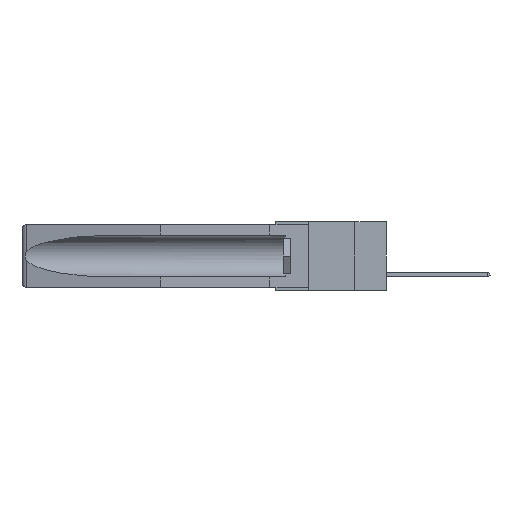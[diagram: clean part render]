
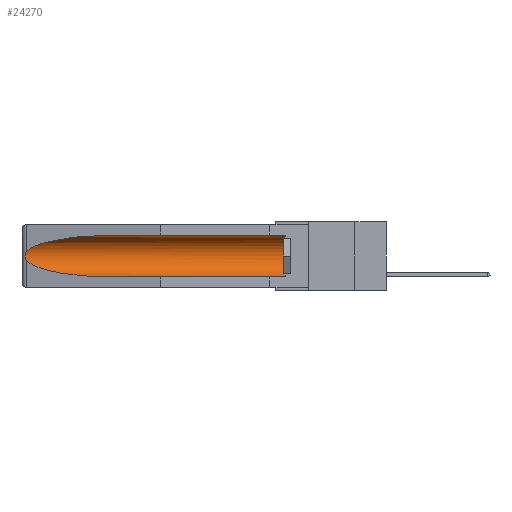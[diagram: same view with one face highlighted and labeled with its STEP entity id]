
A CAD part, left-side view. The second image highlights one B-rep face of the part: STEP entity #24270.
In plain terms, the highlighted cylindrical face has radius 2.857 mm (diameter 5.715 mm), a partial arc.
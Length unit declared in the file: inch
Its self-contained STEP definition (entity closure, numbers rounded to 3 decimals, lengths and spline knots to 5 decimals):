
#9 = VECTOR ( 'NONE', #9806, 39.37008 ) ;
#118 = CARTESIAN_POINT ( 'NONE',  ( 0.26537, 1.52718, -0.19328 ) ) ;
#376 = B_SPLINE_CURVE_WITH_KNOTS ( 'NONE', 3,
 ( #17356, #17023, #17103, #19060, #7664, #20964, #9573, #22895, #11472, #118 ),
 .UNSPECIFIED., .F., .F.,
 ( 4, 2, 2, 2, 4 ),
 ( 0., 0.00029, 0.00058, 0.00087, 0.00117 ),
 .UNSPECIFIED. ) ;
#1321 = CARTESIAN_POINT ( 'NONE',  ( 0.26537, 1.52718, -0.19328 ) ) ;
#1323 = EDGE_CURVE ( 'NONE', #8569, #2093, #21123, .T. ) ;
#1328 = CARTESIAN_POINT ( 'NONE',  ( 0.25451, 1.48313, -0.09465 ) ) ;
#2093 = VERTEX_POINT ( 'NONE', #4864 ) ;
#2794 = CARTESIAN_POINT ( 'NONE',  ( 0.155, -0.30754, -0.059 ) ) ;
#3049 = DIRECTION ( 'NONE',  ( 0., 1., 0. ) ) ;
#3256 = CARTESIAN_POINT ( 'NONE',  ( 0.155, 1.07973, -0.284 ) ) ;
#3908 = DIRECTION ( 'NONE',  ( 0., 1., 0. ) ) ;
#4864 = CARTESIAN_POINT ( 'NONE',  ( 0.155, 0.126, -0.059 ) ) ;
#5268 = ORIENTED_EDGE ( 'NONE', *, *, #15407, .T. ) ;
#5995 = VERTEX_POINT ( 'NONE', #23245 ) ;
#6068 = CARTESIAN_POINT ( 'NONE',  ( 0.155, 0.126, -0.284 ) ) ;
#6606 = FACE_OUTER_BOUND ( 'NONE', #9214, .T. ) ;
#6625 =( BOUNDED_CURVE ( )  B_SPLINE_CURVE ( 3, ( #1321, #13017, #11115, #3256 ),
 .UNSPECIFIED., .F., .F. ) 
 B_SPLINE_CURVE_WITH_KNOTS ( ( 4, 4 ),
 ( 0.1948, 1.5708 ),
 .UNSPECIFIED. ) 
 CURVE ( )  GEOMETRIC_REPRESENTATION_ITEM ( )  RATIONAL_B_SPLINE_CURVE ( ( 1., 0.848, 0.848, 1. ) ) 
 REPRESENTATION_ITEM ( '' )  );
#6730 = ORIENTED_EDGE ( 'NONE', *, *, #1323, .T. ) ;
#7664 = CARTESIAN_POINT ( 'NONE',  ( 0.2675, 1.53308, -0.16763 ) ) ;
#8059 = CARTESIAN_POINT ( 'NONE',  ( 0.155, -0.30754, -0.284 ) ) ;
#8569 = VERTEX_POINT ( 'NONE', #6068 ) ;
#8579 = EDGE_CURVE ( 'NONE', #8569, #5995, #24102, .T. ) ;
#8817 = CARTESIAN_POINT ( 'NONE',  ( 0.21114, 1.30732, -0.059 ) ) ;
#9214 = EDGE_LOOP ( 'NONE', ( #15023, #5268, #17403, #13273, #6730, #20065 ) ) ;
#9520 =( BOUNDED_CURVE ( )  B_SPLINE_CURVE ( 3, ( #16349, #8817, #1328, #14262 ),
 .UNSPECIFIED., .F., .F. ) 
 B_SPLINE_CURVE_WITH_KNOTS ( ( 4, 4 ),
 ( 4.71239, 6.08839 ),
 .UNSPECIFIED. ) 
 CURVE ( )  GEOMETRIC_REPRESENTATION_ITEM ( )  RATIONAL_B_SPLINE_CURVE ( ( 1., 0.848, 0.848, 1. ) ) 
 REPRESENTATION_ITEM ( '' )  );
#9573 = CARTESIAN_POINT ( 'NONE',  ( 0.2673, 1.53269, -0.17917 ) ) ;
#9806 = DIRECTION ( 'NONE',  ( 0., 1., 0. ) ) ;
#10379 = CARTESIAN_POINT ( 'NONE',  ( 0.26537, 1.52718, -0.14972 ) ) ;
#10412 = VECTOR ( 'NONE', #3049, 39.37008 ) ;
#11115 = CARTESIAN_POINT ( 'NONE',  ( 0.21114, 1.30732, -0.284 ) ) ;
#11472 = CARTESIAN_POINT ( 'NONE',  ( 0.26597, 1.5296, -0.19026 ) ) ;
#11666 = VERTEX_POINT ( 'NONE', #15885 ) ;
#12249 = CYLINDRICAL_SURFACE ( 'NONE', #20852, 0.1125 ) ;
#13017 = CARTESIAN_POINT ( 'NONE',  ( 0.25451, 1.48313, -0.24835 ) ) ;
#13273 = ORIENTED_EDGE ( 'NONE', *, *, #8579, .F. ) ;
#14262 = CARTESIAN_POINT ( 'NONE',  ( 0.26537, 1.52718, -0.14972 ) ) ;
#15023 = ORIENTED_EDGE ( 'NONE', *, *, #24009, .T. ) ;
#15174 = DIRECTION ( 'NONE',  ( 0., 0., 1. ) ) ;
#15407 = EDGE_CURVE ( 'NONE', #23971, #15906, #376, .T. ) ;
#15885 = CARTESIAN_POINT ( 'NONE',  ( 0.155, 1.07973, -0.059 ) ) ;
#15906 = VERTEX_POINT ( 'NONE', #20271 ) ;
#16171 = EDGE_CURVE ( 'NONE', #2093, #11666, #16646, .T. ) ;
#16349 = CARTESIAN_POINT ( 'NONE',  ( 0.155, 1.07973, -0.059 ) ) ;
#16646 = LINE ( 'NONE', #2794, #10412 ) ;
#17023 = CARTESIAN_POINT ( 'NONE',  ( 0.26597, 1.52961, -0.15275 ) ) ;
#17079 = DIRECTION ( 'NONE',  ( 0., -1., 0. ) ) ;
#17103 = CARTESIAN_POINT ( 'NONE',  ( 0.26654, 1.53092, -0.15636 ) ) ;
#17356 = CARTESIAN_POINT ( 'NONE',  ( 0.26537, 1.52718, -0.14972 ) ) ;
#17403 = ORIENTED_EDGE ( 'NONE', *, *, #19480, .T. ) ;
#19027 = CARTESIAN_POINT ( 'NONE',  ( 0.155, -0.30754, -0.1715 ) ) ;
#19060 = CARTESIAN_POINT ( 'NONE',  ( 0.2673, 1.5327, -0.16383 ) ) ;
#19480 = EDGE_CURVE ( 'NONE', #15906, #5995, #6625, .T. ) ;
#20065 = ORIENTED_EDGE ( 'NONE', *, *, #16171, .T. ) ;
#20271 = CARTESIAN_POINT ( 'NONE',  ( 0.26537, 1.52718, -0.19328 ) ) ;
#20781 = CARTESIAN_POINT ( 'NONE',  ( 0.155, 0.126, -0.1715 ) ) ;
#20852 = AXIS2_PLACEMENT_3D ( 'NONE', #19027, #3908, #23002 ) ;
#20964 = CARTESIAN_POINT ( 'NONE',  ( 0.2675, 1.53308, -0.17534 ) ) ;
#21123 = CIRCLE ( 'NONE', #22165, 0.1125 ) ;
#22165 = AXIS2_PLACEMENT_3D ( 'NONE', #20781, #17079, #15174 ) ;
#22895 = CARTESIAN_POINT ( 'NONE',  ( 0.26655, 1.53094, -0.18657 ) ) ;
#23002 = DIRECTION ( 'NONE',  ( 0., 0., 1. ) ) ;
#23245 = CARTESIAN_POINT ( 'NONE',  ( 0.155, 1.07973, -0.284 ) ) ;
#23971 = VERTEX_POINT ( 'NONE', #10379 ) ;
#24009 = EDGE_CURVE ( 'NONE', #11666, #23971, #9520, .T. ) ;
#24102 = LINE ( 'NONE', #8059, #9 ) ;
#24270 = ADVANCED_FACE ( 'NONE', ( #6606 ), #12249, .F. ) ;
